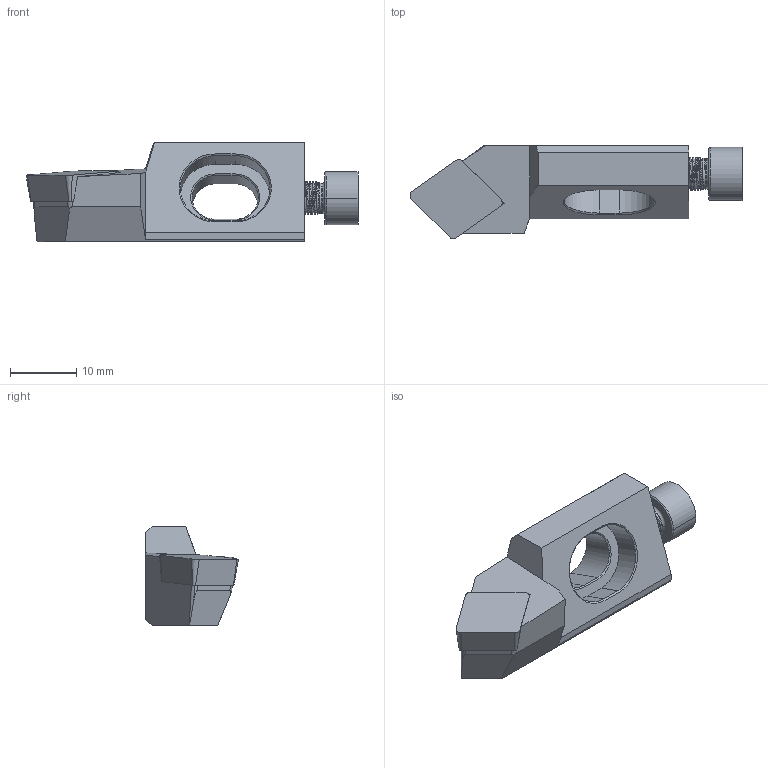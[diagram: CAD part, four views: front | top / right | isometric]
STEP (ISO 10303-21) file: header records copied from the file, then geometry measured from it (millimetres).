
FILE_DESCRIPTION (( 'STEP AP214' ), '1' );
FILE_NAME ('SCSCR-10CA-09-LIGHT.STP', '2023-11-07T12:43:04', ( '' ), ( '' ), 'SwSTEP 2.0', 'SolidWorks 2018', '' );
FILE_SCHEMA (( 'AUTOMOTIVE_DESIGN' ));
Length unit declared in the file: millimetre
Products named in the file (1): SCSCR-10CA-09-LIGHT
Bounding box: 50 x 14 x 15 mm (x, y, z)
Volume: 4343.3 mm3; surface area: 2711.5 mm2
Topology: 2 solids, 2 shells, 78 faces, 199 edges, 128 vertices
Faces by surface type: plane 38, cylinder 17, cone 15, torus 6, bspline 2
Entity records: 4419 total; most frequent: CARTESIAN_POINT 1684, ORIENTED_EDGE 398, DIRECTION 365, EDGE_CURVE 199, VERTEX_POINT 128, AXIS2_PLACEMENT_3D 124, VECTOR 117, LINE 117
